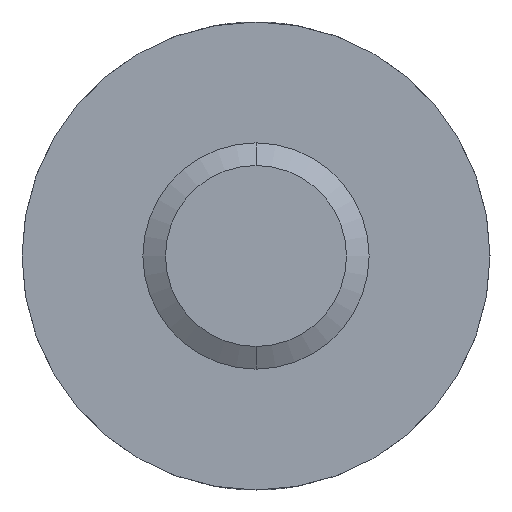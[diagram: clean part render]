
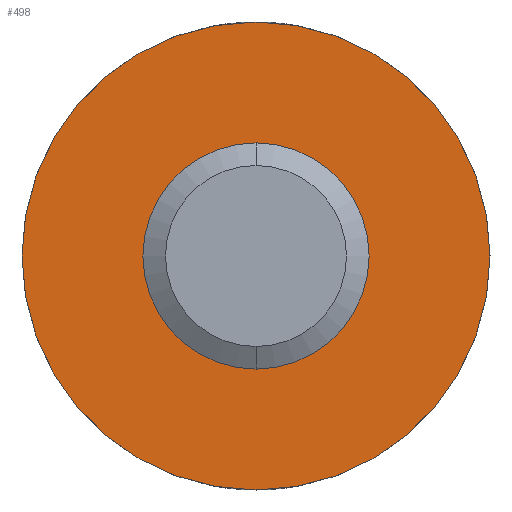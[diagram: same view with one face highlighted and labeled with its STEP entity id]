
A CAD part, front view. The second image highlights one B-rep face of the part: STEP entity #498.
In plain terms, the highlighted planar face has unit normal (0, -1, 0).
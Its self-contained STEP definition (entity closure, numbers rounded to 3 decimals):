
#11 = FACE_OUTER_BOUND ( 'NONE', #238, .T. ) ;
#27 = FACE_BOUND ( 'NONE', #376, .T. ) ;
#30 = CIRCLE ( 'NONE', #435, 1.16 ) ;
#38 = CIRCLE ( 'NONE', #476, 3. ) ;
#50 = CARTESIAN_POINT ( 'NONE',  ( 0., -14., 0. ) ) ;
#72 = DIRECTION ( 'NONE',  ( 0., 1., 0. ) ) ;
#80 = DIRECTION ( 'NONE',  ( 0., 0., 1. ) ) ;
#109 = CIRCLE ( 'NONE', #175, 3. ) ;
#126 = CIRCLE ( 'NONE', #378, 1.16 ) ;
#133 = DIRECTION ( 'NONE',  ( 0., 0., 1. ) ) ;
#136 = DIRECTION ( 'NONE',  ( 0., 1., 0. ) ) ;
#140 = CARTESIAN_POINT ( 'NONE',  ( 0., -14., 0. ) ) ;
#145 = CARTESIAN_POINT ( 'NONE',  ( 0., -14., 0. ) ) ;
#146 = CARTESIAN_POINT ( 'NONE',  ( 0., -14., -1.16 ) ) ;
#149 = DIRECTION ( 'NONE',  ( 0., 1., 0. ) ) ;
#156 = DIRECTION ( 'NONE',  ( 0., 0., 1. ) ) ;
#175 = AXIS2_PLACEMENT_3D ( 'NONE', #145, #149, #156 ) ;
#177 = ORIENTED_EDGE ( 'NONE', *, *, #534, .T. ) ;
#206 = VERTEX_POINT ( 'NONE', #390 ) ;
#209 = DIRECTION ( 'NONE',  ( 0., 0., 1. ) ) ;
#211 = DIRECTION ( 'NONE',  ( 0., 1., 0. ) ) ;
#214 = CARTESIAN_POINT ( 'NONE',  ( 0., -14., 0. ) ) ;
#226 = DIRECTION ( 'NONE',  ( 0., 0., 1. ) ) ;
#229 = PLANE ( 'NONE',  #456 ) ;
#231 = CARTESIAN_POINT ( 'NONE',  ( -3., -14., 0. ) ) ;
#232 = DIRECTION ( 'NONE',  ( 0., 1., 0. ) ) ;
#236 = ORIENTED_EDGE ( 'NONE', *, *, #572, .F. ) ;
#238 = EDGE_LOOP ( 'NONE', ( #520, #236 ) ) ;
#242 = CARTESIAN_POINT ( 'NONE',  ( 0., -14., 3. ) ) ;
#268 = VERTEX_POINT ( 'NONE', #146 ) ;
#316 = EDGE_CURVE ( 'NONE', #487, #402, #109, .T. ) ;
#318 = EDGE_CURVE ( 'NONE', #206, #268, #126, .T. ) ;
#376 = EDGE_LOOP ( 'NONE', ( #386, #177 ) ) ;
#378 = AXIS2_PLACEMENT_3D ( 'NONE', #50, #72, #80 ) ;
#386 = ORIENTED_EDGE ( 'NONE', *, *, #318, .T. ) ;
#390 = CARTESIAN_POINT ( 'NONE',  ( 0., -14., 1.16 ) ) ;
#402 = VERTEX_POINT ( 'NONE', #428 ) ;
#428 = CARTESIAN_POINT ( 'NONE',  ( 0., -14., -3. ) ) ;
#435 = AXIS2_PLACEMENT_3D ( 'NONE', #214, #211, #209 ) ;
#456 = AXIS2_PLACEMENT_3D ( 'NONE', #231, #232, #226 ) ;
#476 = AXIS2_PLACEMENT_3D ( 'NONE', #140, #136, #133 ) ;
#487 = VERTEX_POINT ( 'NONE', #242 ) ;
#498 = ADVANCED_FACE ( 'NONE', ( #11, #27 ), #229, .F. ) ;
#520 = ORIENTED_EDGE ( 'NONE', *, *, #316, .F. ) ;
#534 = EDGE_CURVE ( 'NONE', #268, #206, #30, .T. ) ;
#572 = EDGE_CURVE ( 'NONE', #402, #487, #38, .T. ) ;
